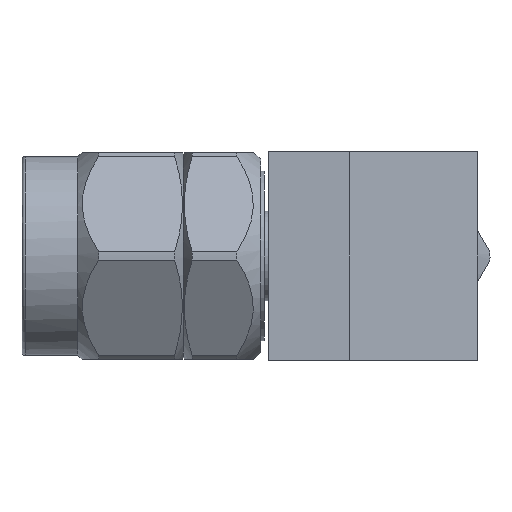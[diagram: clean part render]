
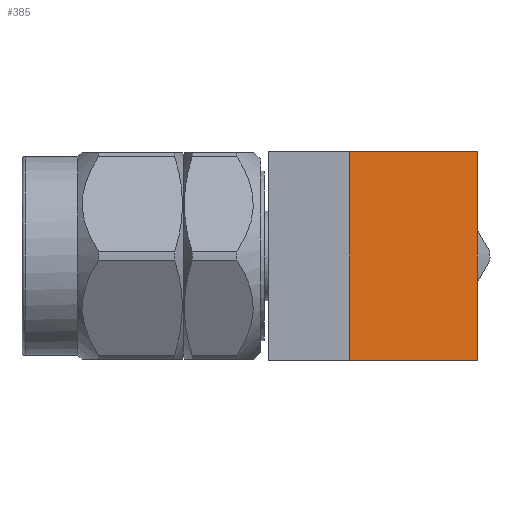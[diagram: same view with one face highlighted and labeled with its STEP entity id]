
A CAD part, left-side view. The second image highlights one B-rep face of the part: STEP entity #385.
In plain terms, the highlighted planar face has unit normal (-0.707, -0.707, 0).
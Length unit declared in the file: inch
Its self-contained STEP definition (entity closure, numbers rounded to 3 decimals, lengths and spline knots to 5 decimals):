
#14 = LINE ( 'NONE', #3353, #2297 ) ;
#152 = ORIENTED_EDGE ( 'NONE', *, *, #9465, .F. ) ;
#215 = CARTESIAN_POINT ( 'NONE',  ( 0.03573, -0.15748, 0.15748 ) ) ;
#385 = ADVANCED_FACE ( 'NONE', ( #6306 ), #8827, .F. ) ;
#730 = CARTESIAN_POINT ( 'NONE',  ( -0.15748, 0.03573, 0.15748 ) ) ;
#1018 = CARTESIAN_POINT ( 'NONE',  ( -0.15748, 0.03573, 0.15748 ) ) ;
#1178 = CARTESIAN_POINT ( 'NONE',  ( 0.03573, -0.15748, 0.15748 ) ) ;
#1243 = ORIENTED_EDGE ( 'NONE', *, *, #3048, .F. ) ;
#1518 = LINE ( 'NONE', #10482, #2735 ) ;
#1555 = DIRECTION ( 'NONE',  ( -0.707, 0.707, 0. ) ) ;
#1938 = EDGE_CURVE ( 'NONE', #4925, #5586, #4966, .T. ) ;
#2244 = DIRECTION ( 'NONE',  ( 0.707, 0.707, 0. ) ) ;
#2297 = VECTOR ( 'NONE', #7386, 39.37008 ) ;
#2593 = DIRECTION ( 'NONE',  ( 0., 0., 1. ) ) ;
#2735 = VECTOR ( 'NONE', #4730, 39.37008 ) ;
#3048 = EDGE_CURVE ( 'NONE', #5439, #5070, #6893, .T. ) ;
#3353 = CARTESIAN_POINT ( 'NONE',  ( -0.06087, -0.06087, -0.15748 ) ) ;
#3901 = ORIENTED_EDGE ( 'NONE', *, *, #1938, .F. ) ;
#4730 = DIRECTION ( 'NONE',  ( 0.707, -0.707, 0. ) ) ;
#4758 = AXIS2_PLACEMENT_3D ( 'NONE', #4773, #2244, #1555 ) ;
#4773 = CARTESIAN_POINT ( 'NONE',  ( -0.19767, 0.07592, 0.87876 ) ) ;
#4925 = VERTEX_POINT ( 'NONE', #5944 ) ;
#4966 = LINE ( 'NONE', #1018, #8667 ) ;
#5004 = VECTOR ( 'NONE', #5980, 39.37008 ) ;
#5070 = VERTEX_POINT ( 'NONE', #9399 ) ;
#5439 = VERTEX_POINT ( 'NONE', #215 ) ;
#5586 = VERTEX_POINT ( 'NONE', #730 ) ;
#5944 = CARTESIAN_POINT ( 'NONE',  ( -0.15748, 0.03573, -0.15748 ) ) ;
#5980 = DIRECTION ( 'NONE',  ( 0., 0., -1. ) ) ;
#6306 = FACE_OUTER_BOUND ( 'NONE', #10370, .T. ) ;
#6893 = LINE ( 'NONE', #1178, #5004 ) ;
#7386 = DIRECTION ( 'NONE',  ( 0.707, -0.707, 0. ) ) ;
#8667 = VECTOR ( 'NONE', #2593, 39.37008 ) ;
#8827 = PLANE ( 'NONE',  #4758 ) ;
#8833 = EDGE_CURVE ( 'NONE', #4925, #5070, #14, .T. ) ;
#9399 = CARTESIAN_POINT ( 'NONE',  ( 0.03573, -0.15748, -0.15748 ) ) ;
#9465 = EDGE_CURVE ( 'NONE', #5586, #5439, #1518, .T. ) ;
#9981 = ORIENTED_EDGE ( 'NONE', *, *, #8833, .T. ) ;
#10370 = EDGE_LOOP ( 'NONE', ( #152, #3901, #9981, #1243 ) ) ;
#10482 = CARTESIAN_POINT ( 'NONE',  ( -0.06087, -0.06087, 0.15748 ) ) ;
